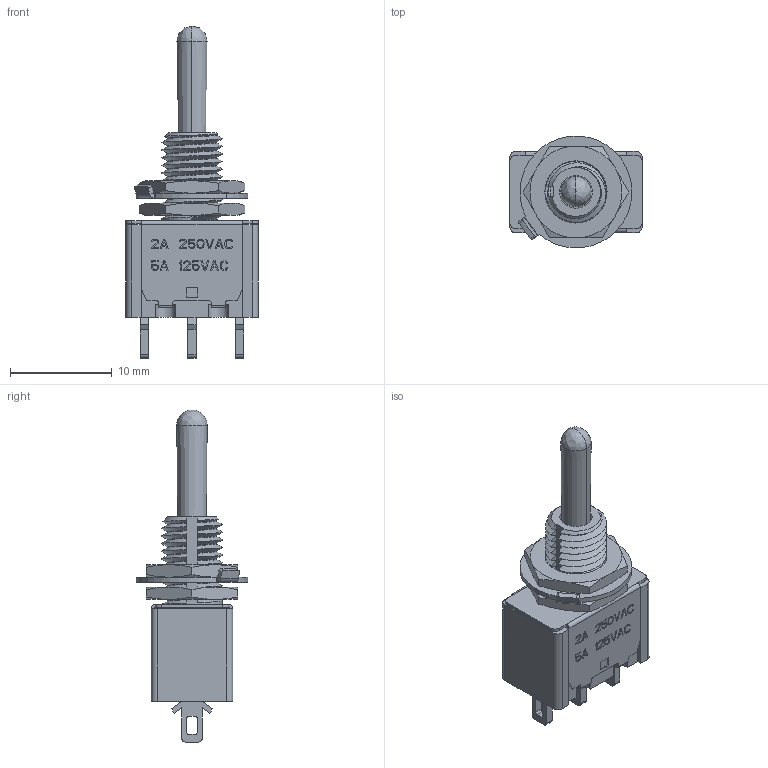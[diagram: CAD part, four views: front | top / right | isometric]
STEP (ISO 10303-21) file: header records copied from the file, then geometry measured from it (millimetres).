
FILE_DESCRIPTION((''),'2;1');
FILE_NAME('SW-TH_MT-0-103-A101-M200-RS_ASM','2022-08-10T15:57:24',('win'),(''),'CREO PARAMETRIC BY PTC INC, 2020033','CREO PARAMETRIC BY PTC INC, 2020033','');
FILE_SCHEMA(('AUTOMOTIVE_DESIGN { 1 0 10303 214 1 1 1 1 }'));
Length unit declared in the file: millimetre
Products named in the file (4): 198; LUOMU; DIANPIAN; SW-TH_MT-0-103-A101-M200-RS_ASM
Assembly tree (4 placements, depth 2):
  SW-TH_MT-0-103-A101-M200-RS_ASM
    198
    LUOMU  x2
    DIANPIAN
Bounding box: 13.01 x 10.99 x 32.6 mm (x, y, z)
Volume: 1350.8 mm3; surface area: 2054.5 mm2
Topology: 5 solids, 5 shells, 1050 faces, 2952 edges, 1969 vertices
Faces by surface type: plane 820, extrusion 73, cylinder 69, bspline 53, cone 35
Entity records: 49426 total; most frequent: CARTESIAN_POINT 15981, ORIENTED_EDGE 5754, DIRECTION 4599, EDGE_CURVE 2877, VECTOR 2459, LINE 2386, VERTEX_POINT 1919, PRESENTATION_STYLE_ASSIGNMENT 1096
